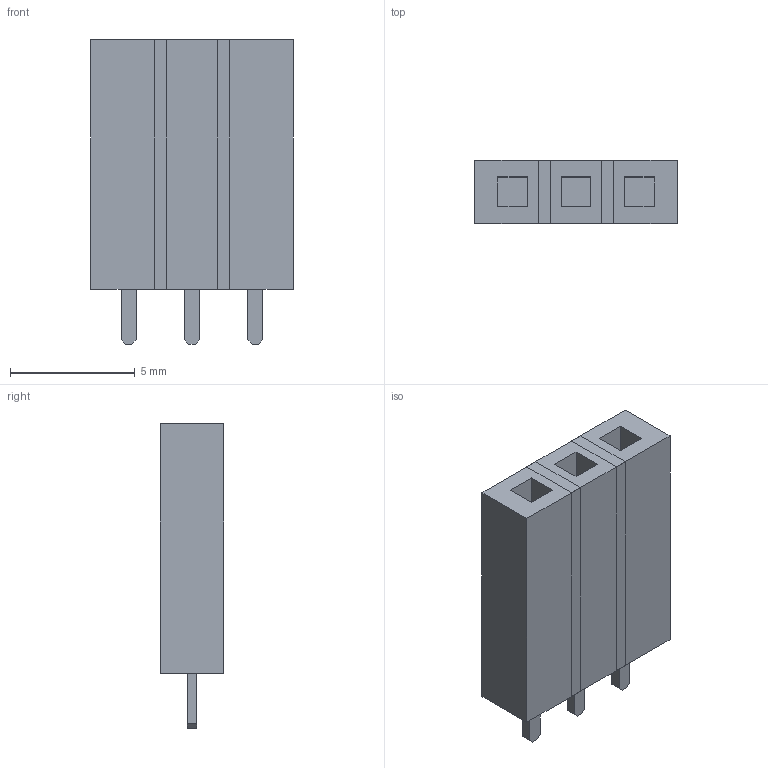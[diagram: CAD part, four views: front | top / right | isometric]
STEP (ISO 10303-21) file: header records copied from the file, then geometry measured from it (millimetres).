
FILE_DESCRIPTION (( 'STEP AP214' ), '1' );
FILE_NAME ('PBS-3.STEP', '2019-11-21T13:01:05', ( 'Elessar' ), ( '' ), 'SwSTEP 2.0', 'SolidWorks 2018', '' );
FILE_SCHEMA (( 'AUTOMOTIVE_DESIGN' ));
Length unit declared in the file: millimetre
Products named in the file (1): PBS-3
Bounding box: 8.12 x 2.54 x 12.2 mm (x, y, z)
Volume: 203 mm3; surface area: 494.7 mm2
Topology: 3 solids, 3 shells, 54 faces, 126 edges, 84 vertices
Faces by surface type: plane 54
Entity records: 1793 total; most frequent: CARTESIAN_POINT 265, ORIENTED_EDGE 252, DIRECTION 236, LINE 126, VECTOR 126, EDGE_CURVE 126, VERTEX_POINT 84, EDGE_LOOP 60
